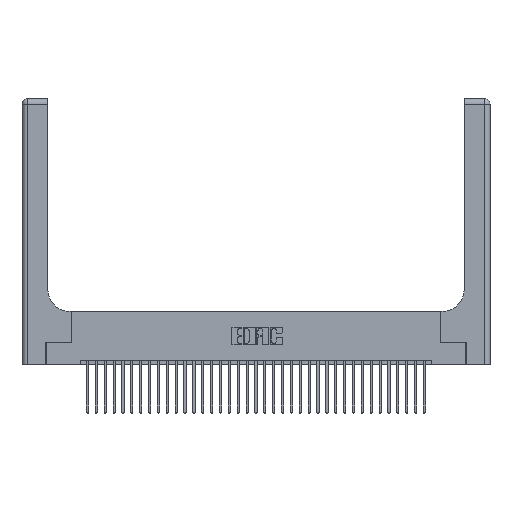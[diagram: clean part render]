
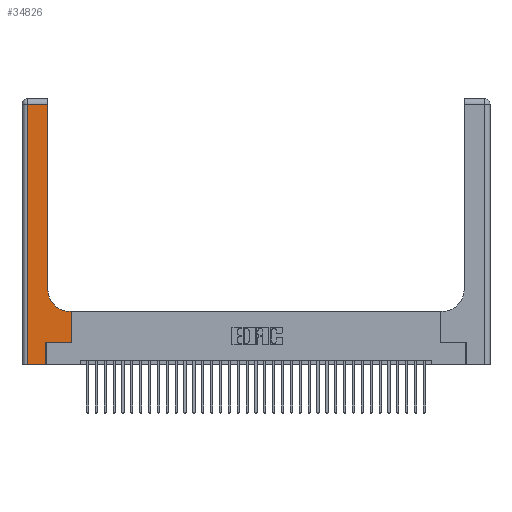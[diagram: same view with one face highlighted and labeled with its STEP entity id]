
A CAD part, top view. The second image highlights one B-rep face of the part: STEP entity #34826.
In plain terms, the highlighted planar face has unit normal (0, 0, 1).
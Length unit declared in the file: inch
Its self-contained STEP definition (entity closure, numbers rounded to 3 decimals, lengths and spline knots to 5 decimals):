
#71 = EDGE_CURVE ( 'NONE', #23853, #6470, #21131, .T. ) ;
#83 = AXIS2_PLACEMENT_3D ( 'NONE', #26011, #9232, #28771 ) ;
#1664 = EDGE_CURVE ( 'NONE', #30631, #20706, #22295, .T. ) ;
#2361 = CARTESIAN_POINT ( 'NONE',  ( 0.5415, 0.6, 0.37 ) ) ;
#2548 = CARTESIAN_POINT ( 'NONE',  ( 0.06, 3., 0.37 ) ) ;
#4664 = LINE ( 'NONE', #30191, #33488 ) ;
#5404 = DIRECTION ( 'NONE',  ( 0., -1., 0. ) ) ;
#5422 = EDGE_CURVE ( 'NONE', #32537, #30631, #8011, .T. ) ;
#6470 = VERTEX_POINT ( 'NONE', #8142 ) ;
#7241 = CARTESIAN_POINT ( 'NONE',  ( 0.2915, 0.6, 0.37 ) ) ;
#7853 = DIRECTION ( 'NONE',  ( 0., 1., 0. ) ) ;
#7872 = DIRECTION ( 'NONE',  ( -1., 0., 0. ) ) ;
#8011 = LINE ( 'NONE', #25103, #21214 ) ;
#8142 = CARTESIAN_POINT ( 'NONE',  ( 0.5585, 0.25, 0.37 ) ) ;
#8290 = EDGE_CURVE ( 'NONE', #20706, #14304, #27746, .T. ) ;
#8381 = DIRECTION ( 'NONE',  ( 0., 0., -1. ) ) ;
#8717 = EDGE_CURVE ( 'NONE', #17696, #23327, #33282, .T. ) ;
#9170 = DIRECTION ( 'NONE',  ( 1., 0., 0. ) ) ;
#9232 = DIRECTION ( 'NONE',  ( 0., 0., -1. ) ) ;
#9690 = LINE ( 'NONE', #19713, #10596 ) ;
#10596 = VECTOR ( 'NONE', #28047, 39.37008 ) ;
#10723 = EDGE_CURVE ( 'NONE', #6470, #17696, #9690, .T. ) ;
#12011 = VECTOR ( 'NONE', #26848, 39.37008 ) ;
#12426 = ORIENTED_EDGE ( 'NONE', *, *, #8717, .T. ) ;
#12510 = EDGE_CURVE ( 'NONE', #28498, #23853, #4664, .T. ) ;
#13695 = VECTOR ( 'NONE', #16685, 39.37008 ) ;
#14016 = DIRECTION ( 'NONE',  ( 0., 1., 0. ) ) ;
#14304 = VERTEX_POINT ( 'NONE', #31987 ) ;
#14833 = PLANE ( 'NONE',  #83 ) ;
#14946 = VECTOR ( 'NONE', #9170, 39.37008 ) ;
#15422 = EDGE_CURVE ( 'NONE', #23327, #32537, #33915, .T. ) ;
#15715 = CARTESIAN_POINT ( 'NONE',  ( 0.269, 0.25, 0.37 ) ) ;
#16213 = CARTESIAN_POINT ( 'NONE',  ( 0.2915, 2.94, 0.37 ) ) ;
#16685 = DIRECTION ( 'NONE',  ( 1., 0., 0. ) ) ;
#17696 = VERTEX_POINT ( 'NONE', #23832 ) ;
#18960 = ORIENTED_EDGE ( 'NONE', *, *, #10723, .T. ) ;
#19713 = CARTESIAN_POINT ( 'NONE',  ( 0.5585, 0.25, 0.37 ) ) ;
#20260 = CARTESIAN_POINT ( 'NONE',  ( 0., 0., 0.37 ) ) ;
#20483 = CARTESIAN_POINT ( 'NONE',  ( 0.06, 2.94, 0.37 ) ) ;
#20706 = VERTEX_POINT ( 'NONE', #20483 ) ;
#21131 = LINE ( 'NONE', #15715, #13695 ) ;
#21214 = VECTOR ( 'NONE', #14016, 39.37008 ) ;
#21320 = CARTESIAN_POINT ( 'NONE',  ( 0.2915, 0.85, 0.37 ) ) ;
#21462 = CARTESIAN_POINT ( 'NONE',  ( 0.269, 0.25, 0.37 ) ) ;
#22295 = LINE ( 'NONE', #24673, #23174 ) ;
#22335 = LINE ( 'NONE', #20260, #14946 ) ;
#22665 = ORIENTED_EDGE ( 'NONE', *, *, #15422, .T. ) ;
#23174 = VECTOR ( 'NONE', #7872, 39.37008 ) ;
#23327 = VERTEX_POINT ( 'NONE', #2361 ) ;
#23608 = EDGE_CURVE ( 'NONE', #14304, #28498, #22335, .T. ) ;
#23832 = CARTESIAN_POINT ( 'NONE',  ( 0.5585, 0.6, 0.37 ) ) ;
#23853 = VERTEX_POINT ( 'NONE', #21462 ) ;
#24673 = CARTESIAN_POINT ( 'NONE',  ( 0., 2.94, 0.37 ) ) ;
#25103 = CARTESIAN_POINT ( 'NONE',  ( 0.2915, 3., 0.37 ) ) ;
#25151 = VECTOR ( 'NONE', #5404, 39.37008 ) ;
#25181 = CARTESIAN_POINT ( 'NONE',  ( 0.5415, 0.85, 0.37 ) ) ;
#25777 = ORIENTED_EDGE ( 'NONE', *, *, #8290, .T. ) ;
#25848 = ORIENTED_EDGE ( 'NONE', *, *, #71, .T. ) ;
#26011 = CARTESIAN_POINT ( 'NONE',  ( 0., 3., 0.37 ) ) ;
#26848 = DIRECTION ( 'NONE',  ( -1., 0., 0. ) ) ;
#27090 = ORIENTED_EDGE ( 'NONE', *, *, #23608, .T. ) ;
#27686 = FACE_OUTER_BOUND ( 'NONE', #33152, .T. ) ;
#27746 = LINE ( 'NONE', #2548, #25151 ) ;
#27947 = DIRECTION ( 'NONE',  ( 1., 0., 0. ) ) ;
#28047 = DIRECTION ( 'NONE',  ( 0., 1., 0. ) ) ;
#28498 = VERTEX_POINT ( 'NONE', #29600 ) ;
#28771 = DIRECTION ( 'NONE',  ( -1., 0., 0. ) ) ;
#29269 = AXIS2_PLACEMENT_3D ( 'NONE', #25181, #8381, #27947 ) ;
#29600 = CARTESIAN_POINT ( 'NONE',  ( 0.269, 0., 0.37 ) ) ;
#30055 = ORIENTED_EDGE ( 'NONE', *, *, #5422, .T. ) ;
#30191 = CARTESIAN_POINT ( 'NONE',  ( 0.269, 0., 0.37 ) ) ;
#30631 = VERTEX_POINT ( 'NONE', #16213 ) ;
#31765 = ORIENTED_EDGE ( 'NONE', *, *, #1664, .T. ) ;
#31837 = ORIENTED_EDGE ( 'NONE', *, *, #12510, .T. ) ;
#31987 = CARTESIAN_POINT ( 'NONE',  ( 0.06, 0., 0.37 ) ) ;
#32537 = VERTEX_POINT ( 'NONE', #21320 ) ;
#33152 = EDGE_LOOP ( 'NONE', ( #30055, #31765, #25777, #27090, #31837, #25848, #18960, #12426, #22665 ) ) ;
#33282 = LINE ( 'NONE', #7241, #12011 ) ;
#33488 = VECTOR ( 'NONE', #7853, 39.37008 ) ;
#33915 = CIRCLE ( 'NONE', #29269, 0.25 ) ;
#34826 = ADVANCED_FACE ( 'NONE', ( #27686 ), #14833, .F. ) ;
